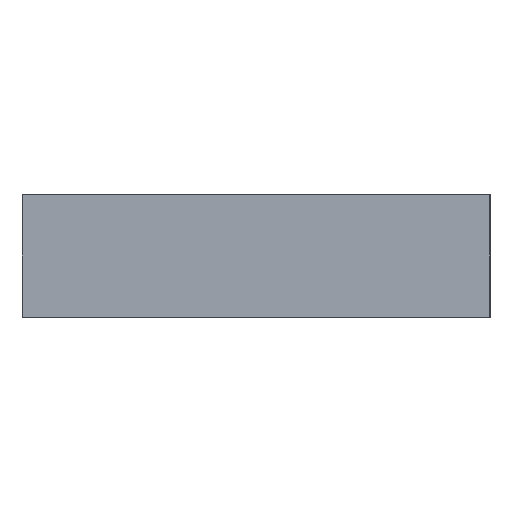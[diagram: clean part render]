
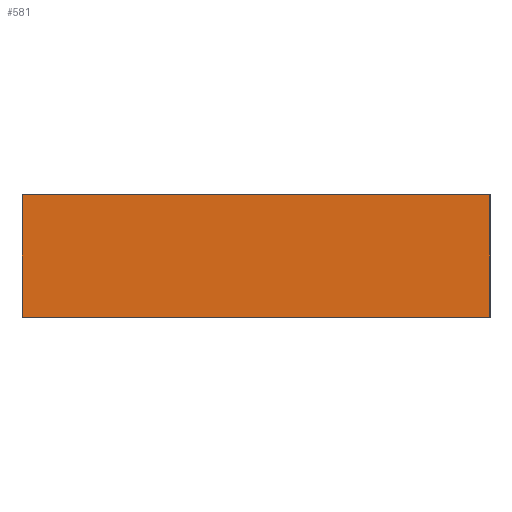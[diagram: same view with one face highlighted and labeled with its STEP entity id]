
A CAD part, left-side view. The second image highlights one B-rep face of the part: STEP entity #581.
In plain terms, the highlighted planar face has unit normal (-1, 0, 0).
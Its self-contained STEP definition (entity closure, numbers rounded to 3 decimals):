
#45=PLANE('',#636);
#69=FACE_OUTER_BOUND('',#103,.T.);
#103=EDGE_LOOP('',(#429,#430,#431,#432));
#149=LINE('',#866,#201);
#152=LINE('',#872,#204);
#154=LINE('',#876,#206);
#155=LINE('',#877,#207);
#201=VECTOR('',#704,10.);
#204=VECTOR('',#709,10.);
#206=VECTOR('',#713,10.);
#207=VECTOR('',#714,10.);
#281=VERTEX_POINT('',#863);
#282=VERTEX_POINT('',#865);
#284=VERTEX_POINT('',#871);
#285=VERTEX_POINT('',#875);
#339=EDGE_CURVE('',#282,#281,#149,.T.);
#342=EDGE_CURVE('',#282,#284,#152,.T.);
#344=EDGE_CURVE('',#285,#281,#154,.T.);
#345=EDGE_CURVE('',#284,#285,#155,.T.);
#429=ORIENTED_EDGE('',*,*,#344,.F.);
#430=ORIENTED_EDGE('',*,*,#345,.F.);
#431=ORIENTED_EDGE('',*,*,#342,.F.);
#432=ORIENTED_EDGE('',*,*,#339,.T.);
#581=ADVANCED_FACE('',(#69),#45,.T.);
#636=AXIS2_PLACEMENT_3D('',#874,#711,#712);
#704=DIRECTION('',(0.,0.,1.));
#709=DIRECTION('',(0.,1.,0.));
#711=DIRECTION('center_axis',(-1.,0.,0.));
#712=DIRECTION('ref_axis',(0.,-1.,0.));
#713=DIRECTION('',(0.,-1.,0.));
#714=DIRECTION('',(0.,0.,1.));
#863=CARTESIAN_POINT('',(-50.1,-22.875,12.));
#865=CARTESIAN_POINT('',(-50.1,-22.875,0.));
#866=CARTESIAN_POINT('',(-50.1,-22.875,0.));
#871=CARTESIAN_POINT('',(-50.1,22.875,0.));
#872=CARTESIAN_POINT('',(-50.1,-22.875,0.));
#874=CARTESIAN_POINT('Origin',(-50.1,22.875,0.));
#875=CARTESIAN_POINT('',(-50.1,22.875,12.));
#876=CARTESIAN_POINT('',(-50.1,-22.875,12.));
#877=CARTESIAN_POINT('',(-50.1,22.875,0.));
